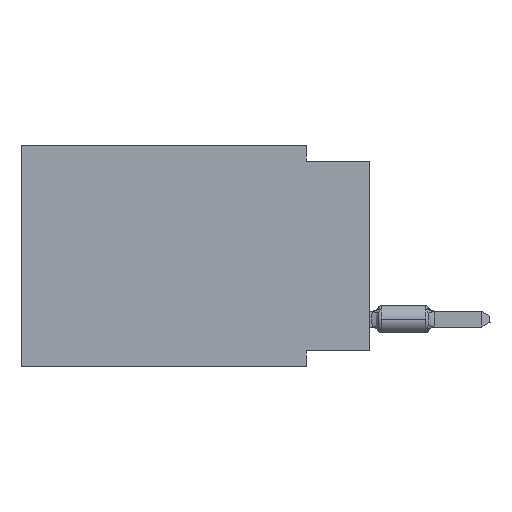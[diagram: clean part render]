
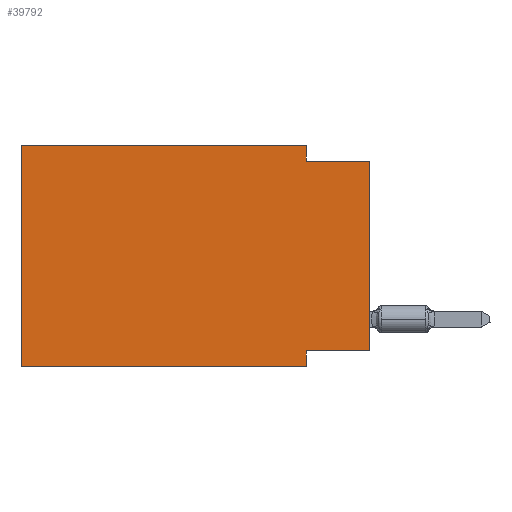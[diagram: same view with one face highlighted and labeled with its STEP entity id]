
A CAD part, left-side view. The second image highlights one B-rep face of the part: STEP entity #39792.
In plain terms, the highlighted planar face has unit normal (-1, 0, 0).
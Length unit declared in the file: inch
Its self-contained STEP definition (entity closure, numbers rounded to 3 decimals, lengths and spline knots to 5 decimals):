
#224 = VECTOR ( 'NONE', #49914, 39.37008 ) ;
#3942 = VECTOR ( 'NONE', #48478, 39.37008 ) ;
#3976 = EDGE_CURVE ( 'NONE', #24985, #59639, #8262, .T. ) ;
#5546 = FACE_OUTER_BOUND ( 'NONE', #13151, .T. ) ;
#6149 = ORIENTED_EDGE ( 'NONE', *, *, #3976, .F. ) ;
#6402 = CARTESIAN_POINT ( 'NONE',  ( 0., 0.1, 0. ) ) ;
#6465 = EDGE_CURVE ( 'NONE', #14136, #51319, #49390, .T. ) ;
#6925 = EDGE_CURVE ( 'NONE', #40086, #15379, #24052, .T. ) ;
#7590 = CARTESIAN_POINT ( 'NONE',  ( 0., 0.1, -0.025 ) ) ;
#8262 = LINE ( 'NONE', #50603, #57631 ) ;
#8364 = ORIENTED_EDGE ( 'NONE', *, *, #37822, .F. ) ;
#8422 = EDGE_CURVE ( 'NONE', #10929, #58144, #13041, .T. ) ;
#9338 = EDGE_CURVE ( 'NONE', #14136, #59639, #40327, .T. ) ;
#9447 = DIRECTION ( 'NONE',  ( 0., 1., 0. ) ) ;
#9749 = CARTESIAN_POINT ( 'NONE',  ( 0., 0., -0.025 ) ) ;
#10220 = DIRECTION ( 'NONE',  ( 0., -1., 0. ) ) ;
#10929 = VERTEX_POINT ( 'NONE', #6402 ) ;
#11797 = CARTESIAN_POINT ( 'NONE',  ( 0., 0.1, -0.35 ) ) ;
#12793 = DIRECTION ( 'NONE',  ( 0., -1., 0. ) ) ;
#12897 = DIRECTION ( 'NONE',  ( 0., -1., 0. ) ) ;
#13041 = LINE ( 'NONE', #31626, #224 ) ;
#13151 = EDGE_LOOP ( 'NONE', ( #39095, #8364, #29907, #14666, #60239, #56047, #6149, #45335 ) ) ;
#14136 = VERTEX_POINT ( 'NONE', #47166 ) ;
#14666 = ORIENTED_EDGE ( 'NONE', *, *, #36620, .F. ) ;
#15379 = VERTEX_POINT ( 'NONE', #9749 ) ;
#18514 = EDGE_CURVE ( 'NONE', #40086, #24985, #27446, .T. ) ;
#19350 = CARTESIAN_POINT ( 'NONE',  ( 0., 0., -0.025 ) ) ;
#19470 = CARTESIAN_POINT ( 'NONE',  ( 0., 0., 0. ) ) ;
#19952 = LINE ( 'NONE', #19350, #40914 ) ;
#23204 = PLANE ( 'NONE',  #49042 ) ;
#24052 = LINE ( 'NONE', #19470, #51661 ) ;
#24985 = VERTEX_POINT ( 'NONE', #51972 ) ;
#25342 = VECTOR ( 'NONE', #12793, 39.37008 ) ;
#26503 = CARTESIAN_POINT ( 'NONE',  ( 0., 0.55, 0. ) ) ;
#27139 = DIRECTION ( 'NONE',  ( 0., 0., -1. ) ) ;
#27446 = LINE ( 'NONE', #37465, #47748 ) ;
#29907 = ORIENTED_EDGE ( 'NONE', *, *, #8422, .F. ) ;
#31626 = CARTESIAN_POINT ( 'NONE',  ( 0., 0.1, 0. ) ) ;
#33286 = DIRECTION ( 'NONE',  ( 1., 0., 0. ) ) ;
#36037 = CARTESIAN_POINT ( 'NONE',  ( 0., 0.55, -0.35 ) ) ;
#36620 = EDGE_CURVE ( 'NONE', #51319, #10929, #49364, .T. ) ;
#37465 = CARTESIAN_POINT ( 'NONE',  ( 0., 0., -0.325 ) ) ;
#37822 = EDGE_CURVE ( 'NONE', #58144, #15379, #19952, .T. ) ;
#38065 = DIRECTION ( 'NONE',  ( 0., 0., 1. ) ) ;
#39095 = ORIENTED_EDGE ( 'NONE', *, *, #6925, .T. ) ;
#39792 = ADVANCED_FACE ( 'NONE', ( #5546 ), #23204, .F. ) ;
#40086 = VERTEX_POINT ( 'NONE', #54834 ) ;
#40327 = LINE ( 'NONE', #36037, #43052 ) ;
#40914 = VECTOR ( 'NONE', #10220, 39.37008 ) ;
#42699 = DIRECTION ( 'NONE',  ( 0., 0., -1. ) ) ;
#43052 = VECTOR ( 'NONE', #12897, 39.37008 ) ;
#45335 = ORIENTED_EDGE ( 'NONE', *, *, #18514, .F. ) ;
#47166 = CARTESIAN_POINT ( 'NONE',  ( 0., 0.55, -0.35 ) ) ;
#47554 = CARTESIAN_POINT ( 'NONE',  ( 0., 0.55, 0. ) ) ;
#47748 = VECTOR ( 'NONE', #9447, 39.37008 ) ;
#48478 = DIRECTION ( 'NONE',  ( 0., 0., 1. ) ) ;
#49042 = AXIS2_PLACEMENT_3D ( 'NONE', #52436, #33286, #42699 ) ;
#49364 = LINE ( 'NONE', #26503, #25342 ) ;
#49390 = LINE ( 'NONE', #58531, #3942 ) ;
#49914 = DIRECTION ( 'NONE',  ( 0., 0., -1. ) ) ;
#50603 = CARTESIAN_POINT ( 'NONE',  ( 0., 0.1, -0.35 ) ) ;
#51319 = VERTEX_POINT ( 'NONE', #47554 ) ;
#51661 = VECTOR ( 'NONE', #38065, 39.37008 ) ;
#51972 = CARTESIAN_POINT ( 'NONE',  ( 0., 0.1, -0.325 ) ) ;
#52436 = CARTESIAN_POINT ( 'NONE',  ( 0., 0.55, 0. ) ) ;
#54834 = CARTESIAN_POINT ( 'NONE',  ( 0., 0., -0.325 ) ) ;
#56047 = ORIENTED_EDGE ( 'NONE', *, *, #9338, .T. ) ;
#57631 = VECTOR ( 'NONE', #27139, 39.37008 ) ;
#58144 = VERTEX_POINT ( 'NONE', #7590 ) ;
#58531 = CARTESIAN_POINT ( 'NONE',  ( 0., 0.55, 0. ) ) ;
#59639 = VERTEX_POINT ( 'NONE', #11797 ) ;
#60239 = ORIENTED_EDGE ( 'NONE', *, *, #6465, .F. ) ;
